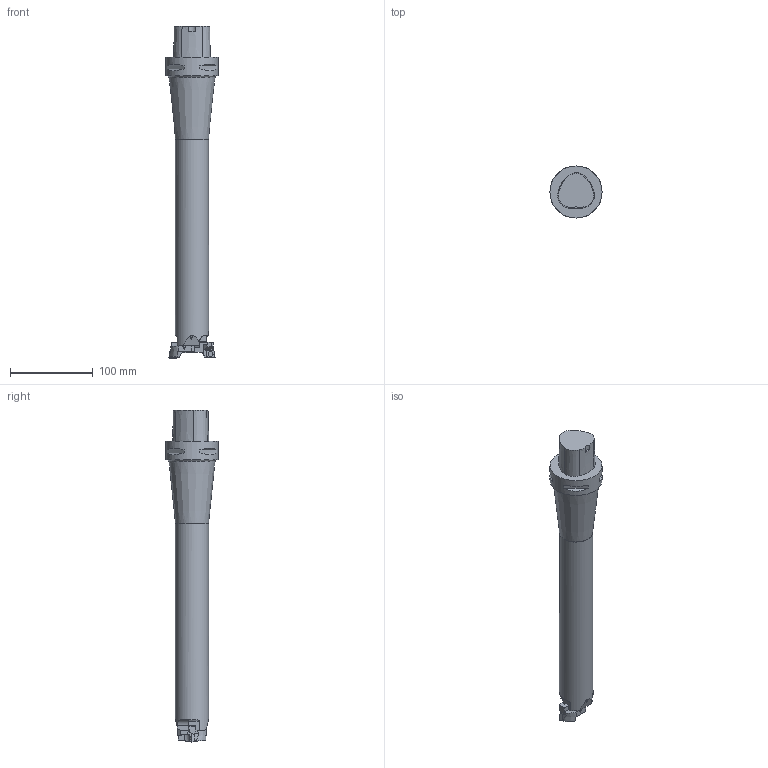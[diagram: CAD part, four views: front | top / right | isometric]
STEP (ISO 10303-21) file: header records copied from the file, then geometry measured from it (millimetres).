
FILE_DESCRIPTION(/* description */ (''),/* implementation_level */ '2;1');
FILE_NAME(/* name */ '1566891659190.stp',/* time_stamp */ '2019-08-27T09:41:06+02:00',/* author */ (''),/* organization */ ('SMS'),/* preprocessor_version */ 'ST-DEVELOPER v16.7',/* originating_system */ 'SIEMENS PLM Software NX 12.0',/* authorisation */ '');
FILE_SCHEMA (('AUTOMOTIVE_DESIGN { 1 0 10303 214 3 1 1 1 }'));
Length unit declared in the file: millimetre
Products named in the file (10): ASSEMBLY_CONSTRUCTION; 201027053mod000_00; 200998958mod000_02; 201026860mod000_00; 201108943mod000_00; 201027072mod000_01; 201026909mod000_01; 201108949mod000_01
Assembly tree (10 placements, depth 3):
  201108949mod000_01
    201026909mod000_01
      201026860mod000_00
      200998958mod000_02
      ASSEMBLY_CONSTRUCTION
    201027072mod000_01
      201027053mod000_00
      200998958mod000_02
      ASSEMBLY_CONSTRUCTION
    201108943mod000_00
    ASSEMBLY_CONSTRUCTION
Bounding box: 63 x 63 x 401 mm (x, y, z)
Volume: 580374.4 mm3; surface area: 62996.4 mm2
Topology: 5 solids, 5 shells, 213 faces, 552 edges, 392 vertices
Faces by surface type: plane 138, extrusion 26, cone 20, cylinder 19, torus 10
Full cylindrical faces by diameter (mm): 4.4 x4, 40 x1, 63 x1
Entity records: 6985 total; most frequent: CARTESIAN_POINT 1995, ORIENTED_EDGE 954, DIRECTION 898, EDGE_CURVE 477, VERTEX_POINT 325, VECTOR 310, AXIS2_PLACEMENT_3D 294, LINE 288
